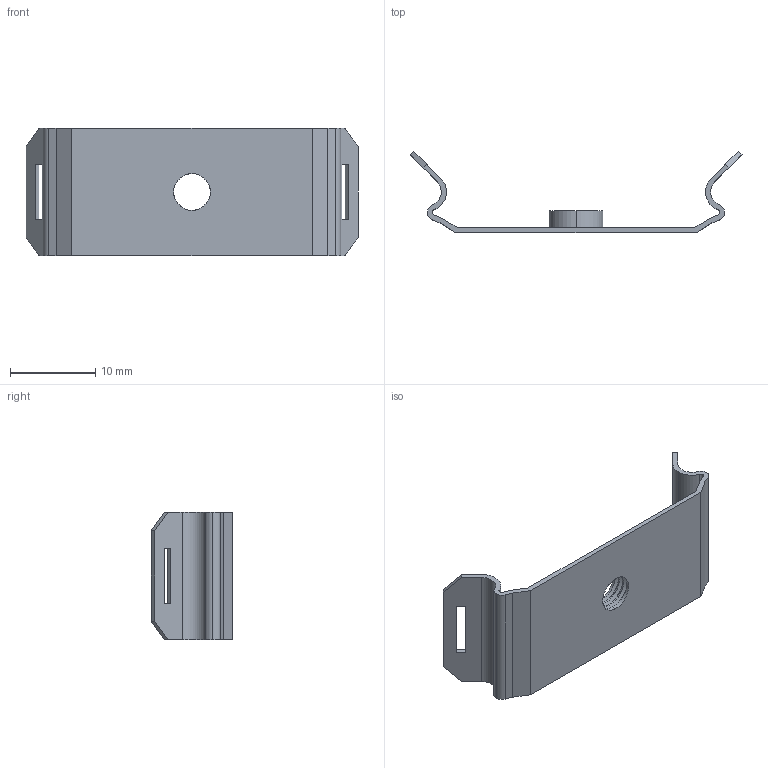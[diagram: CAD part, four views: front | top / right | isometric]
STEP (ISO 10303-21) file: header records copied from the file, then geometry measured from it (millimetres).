
FILE_DESCRIPTION (( 'STEP AP214' ), '1' );
FILE_NAME ('1030-545.STEP', '2024-03-26T13:30:23', ( '' ), ( '' ), 'SwSTEP 2.0', 'SolidWorks 2022', '' );
FILE_SCHEMA (( 'AUTOMOTIVE_DESIGN' ));
Length unit declared in the file: millimetre
Products named in the file (1): 1030-545
Bounding box: 38.84 x 9.55 x 14.92 mm (x, y, z)
Volume: 488.3 mm3; surface area: 1727.9 mm2
Topology: 1 solids, 1 shells, 70 faces, 199 edges, 132 vertices
Faces by surface type: plane 39, cylinder 24, bspline 7
Entity records: 2706 total; most frequent: CARTESIAN_POINT 913, ORIENTED_EDGE 398, DIRECTION 330, EDGE_CURVE 199, VERTEX_POINT 132, LINE 128, VECTOR 128, AXIS2_PLACEMENT_3D 101
